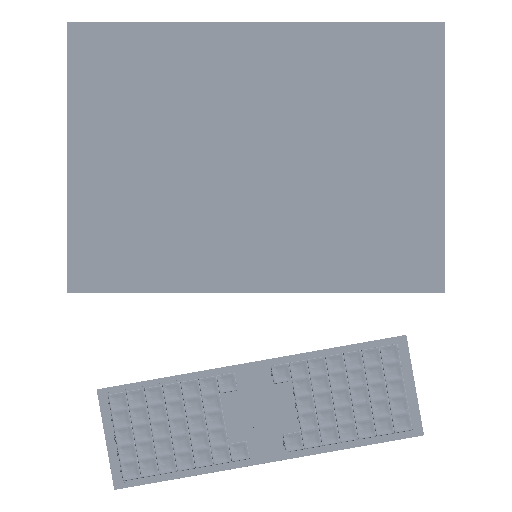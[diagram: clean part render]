
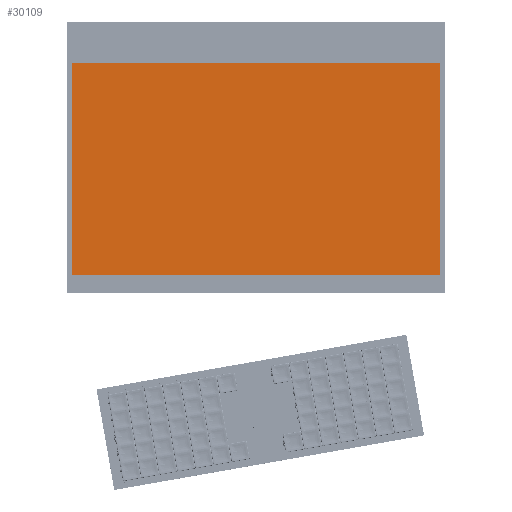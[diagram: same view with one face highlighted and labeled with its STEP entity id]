
A CAD part, top view. The second image highlights one B-rep face of the part: STEP entity #30109.
In plain terms, the highlighted planar face has unit normal (0, 0, 1).
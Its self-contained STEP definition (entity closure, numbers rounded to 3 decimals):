
#5211=FACE_OUTER_BOUND('',#6659,.T.);
#6659=EDGE_LOOP('',(#21146,#21147,#21148,#21149,#21150,#21151));
#9390=LINE('',#44087,#11787);
#9393=LINE('',#44093,#11790);
#9394=LINE('',#44095,#11791);
#9395=LINE('',#44097,#11792);
#9396=LINE('',#44099,#11793);
#9397=LINE('',#44100,#11794);
#11787=VECTOR('',#35012,10.);
#11790=VECTOR('',#35017,10.);
#11791=VECTOR('',#35018,10.);
#11792=VECTOR('',#35019,10.);
#11793=VECTOR('',#35020,10.);
#11794=VECTOR('',#35021,10.);
#14184=VERTEX_POINT('',#44084);
#14185=VERTEX_POINT('',#44086);
#14187=VERTEX_POINT('',#44092);
#14188=VERTEX_POINT('',#44094);
#14189=VERTEX_POINT('',#44096);
#14190=VERTEX_POINT('',#44098);
#16975=EDGE_CURVE('',#14185,#14184,#9390,.T.);
#16978=EDGE_CURVE('',#14185,#14187,#9393,.T.);
#16979=EDGE_CURVE('',#14188,#14184,#9394,.T.);
#16980=EDGE_CURVE('',#14189,#14188,#9395,.T.);
#16981=EDGE_CURVE('',#14190,#14189,#9396,.T.);
#16982=EDGE_CURVE('',#14187,#14190,#9397,.T.);
#21146=ORIENTED_EDGE('',*,*,#16978,.F.);
#21147=ORIENTED_EDGE('',*,*,#16975,.T.);
#21148=ORIENTED_EDGE('',*,*,#16979,.F.);
#21149=ORIENTED_EDGE('',*,*,#16980,.F.);
#21150=ORIENTED_EDGE('',*,*,#16981,.F.);
#21151=ORIENTED_EDGE('',*,*,#16982,.F.);
#29479=PLANE('',#31669);
#30109=ADVANCED_FACE('',(#5211),#29479,.T.);
#31669=AXIS2_PLACEMENT_3D('',#44091,#35015,#35016);
#35012=DIRECTION('',(1.,0.,0.));
#35015=DIRECTION('center_axis',(0.,0.,1.));
#35016=DIRECTION('ref_axis',(1.,0.,0.));
#35017=DIRECTION('',(-1.,0.,0.));
#35018=DIRECTION('',(-1.,0.,0.));
#35019=DIRECTION('',(0.,-1.,0.));
#35020=DIRECTION('',(1.,0.,0.));
#35021=DIRECTION('',(0.,1.,0.));
#44084=CARTESIAN_POINT('',(127.208,-153.,4.));
#44086=CARTESIAN_POINT('',(-155.792,-153.,4.));
#44087=CARTESIAN_POINT('',(169.208,-153.,4.));
#44091=CARTESIAN_POINT('Origin',(-10.792,-49.,4.));
#44092=CARTESIAN_POINT('',(-190.792,-153.,4.));
#44093=CARTESIAN_POINT('',(-83.292,-153.,4.));
#44094=CARTESIAN_POINT('',(169.208,-153.,4.));
#44095=CARTESIAN_POINT('',(79.208,-153.,4.));
#44096=CARTESIAN_POINT('',(169.208,55.,4.));
#44097=CARTESIAN_POINT('',(169.208,3.,4.));
#44098=CARTESIAN_POINT('',(-190.792,55.,4.));
#44099=CARTESIAN_POINT('',(-100.792,55.,4.));
#44100=CARTESIAN_POINT('',(-190.792,-101.,4.));
